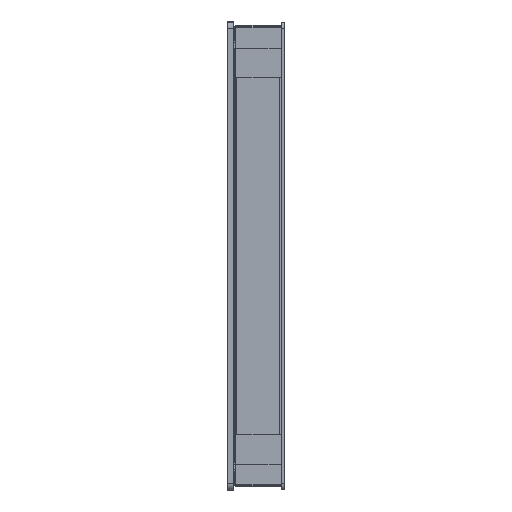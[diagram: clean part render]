
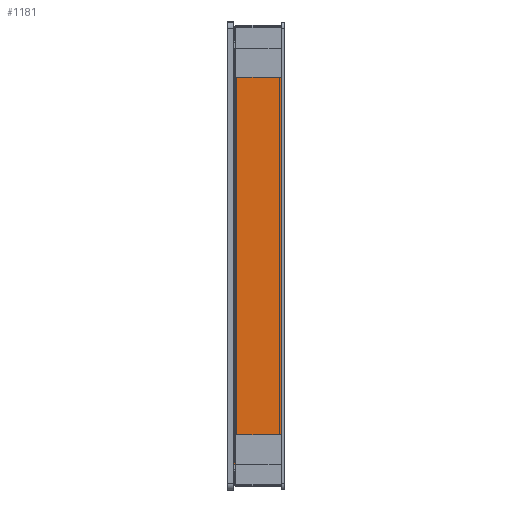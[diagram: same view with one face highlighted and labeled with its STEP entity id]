
A CAD part, left-side view. The second image highlights one B-rep face of the part: STEP entity #1181.
In plain terms, the highlighted face is planar.
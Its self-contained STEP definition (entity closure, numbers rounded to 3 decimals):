
#1181 = ADVANCED_FACE ( 'NONE', ( #30871 ), #15132, .F. ) ;
#1456 = VERTEX_POINT ( 'NONE', #16023 ) ;
#3150 = CARTESIAN_POINT ( 'NONE',  ( 0., -22.5, 7.75 ) ) ;
#3628 = VERTEX_POINT ( 'NONE', #23941 ) ;
#4667 = EDGE_CURVE ( 'NONE', #11395, #6831, #11680, .T. ) ;
#6831 = VERTEX_POINT ( 'NONE', #3150 ) ;
#8215 = ORIENTED_EDGE ( 'NONE', *, *, #4667, .T. ) ;
#8479 = EDGE_CURVE ( 'NONE', #3628, #11395, #27565, .T. ) ;
#8978 = VECTOR ( 'NONE', #21707, 1000. ) ;
#9458 = CARTESIAN_POINT ( 'NONE',  ( 400., -22.5, 7.75 ) ) ;
#9728 = EDGE_LOOP ( 'NONE', ( #8215, #37475, #16992, #13409 ) ) ;
#10044 = EDGE_CURVE ( 'NONE', #3628, #1456, #35250, .T. ) ;
#11395 = VERTEX_POINT ( 'NONE', #19621 ) ;
#11680 = LINE ( 'NONE', #26924, #34248 ) ;
#13409 = ORIENTED_EDGE ( 'NONE', *, *, #8479, .T. ) ;
#15132 = PLANE ( 'NONE',  #32160 ) ;
#15184 = DIRECTION ( 'NONE',  ( 0., -1., 0. ) ) ;
#16023 = CARTESIAN_POINT ( 'NONE',  ( 400., -22.5, 7.75 ) ) ;
#16992 = ORIENTED_EDGE ( 'NONE', *, *, #10044, .F. ) ;
#18098 = DIRECTION ( 'NONE',  ( -1., 0., 0. ) ) ;
#19621 = CARTESIAN_POINT ( 'NONE',  ( 0., 22.5, 7.75 ) ) ;
#21636 = EDGE_CURVE ( 'NONE', #1456, #6831, #29617, .T. ) ;
#21707 = DIRECTION ( 'NONE',  ( 0., -1., 0. ) ) ;
#23941 = CARTESIAN_POINT ( 'NONE',  ( 400., 22.5, 7.75 ) ) ;
#24535 = VECTOR ( 'NONE', #37929, 1000. ) ;
#26924 = CARTESIAN_POINT ( 'NONE',  ( 0., -22.5, 7.75 ) ) ;
#27565 = LINE ( 'NONE', #27664, #36290 ) ;
#27664 = CARTESIAN_POINT ( 'NONE',  ( 400., 22.5, 7.75 ) ) ;
#29617 = LINE ( 'NONE', #32138, #24535 ) ;
#30871 = FACE_OUTER_BOUND ( 'NONE', #9728, .T. ) ;
#32138 = CARTESIAN_POINT ( 'NONE',  ( 400., -22.5, 7.75 ) ) ;
#32160 = AXIS2_PLACEMENT_3D ( 'NONE', #9458, #35721, #18098 ) ;
#32925 = DIRECTION ( 'NONE',  ( -1., 0., 0. ) ) ;
#33259 = CARTESIAN_POINT ( 'NONE',  ( 400., -22.5, 7.75 ) ) ;
#34248 = VECTOR ( 'NONE', #15184, 1000. ) ;
#35250 = LINE ( 'NONE', #33259, #8978 ) ;
#35721 = DIRECTION ( 'NONE',  ( 0., 0., -1. ) ) ;
#36290 = VECTOR ( 'NONE', #32925, 1000. ) ;
#37475 = ORIENTED_EDGE ( 'NONE', *, *, #21636, .F. ) ;
#37929 = DIRECTION ( 'NONE',  ( -1., 0., 0. ) ) ;
